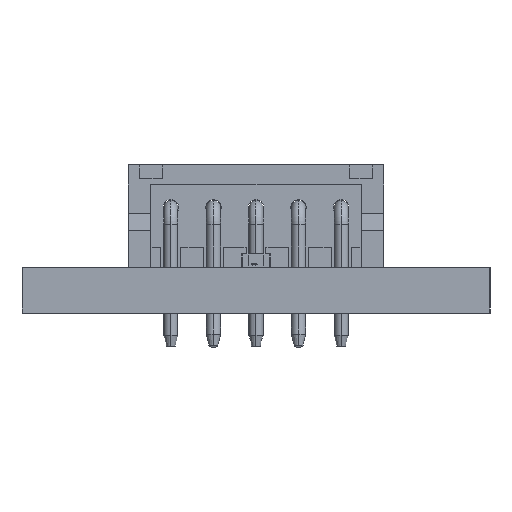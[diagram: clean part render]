
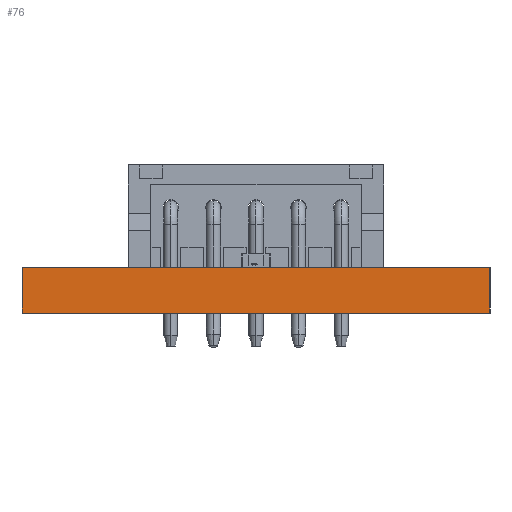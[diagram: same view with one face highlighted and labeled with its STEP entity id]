
A CAD part, left-side view. The second image highlights one B-rep face of the part: STEP entity #76.
In plain terms, the highlighted planar face has unit normal (-1, 0, 0).
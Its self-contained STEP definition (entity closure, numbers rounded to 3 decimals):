
#40 = EDGE_CURVE('',#41,#43,#45,.T.);
#41 = VERTEX_POINT('',#42);
#42 = CARTESIAN_POINT('',(9.068,123.228,0.));
#43 = VERTEX_POINT('',#44);
#44 = CARTESIAN_POINT('',(9.068,123.228,1.6)
  );
#45 = LINE('',#46,#47);
#46 = CARTESIAN_POINT('',(9.068,123.228,0.));
#47 = VECTOR('',#48,1.);
#48 = DIRECTION('',(0.,0.,1.));
#76 = ADVANCED_FACE('',(#77),#102,.T.);
#77 = FACE_BOUND('',#78,.T.);
#78 = EDGE_LOOP('',(#79,#89,#95,#96));
#79 = ORIENTED_EDGE('',*,*,#80,.T.);
#80 = EDGE_CURVE('',#81,#83,#85,.T.);
#81 = VERTEX_POINT('',#82);
#82 = CARTESIAN_POINT('',(9.068,106.744,0.));
#83 = VERTEX_POINT('',#84);
#84 = CARTESIAN_POINT('',(9.068,106.744,1.6)
  );
#85 = LINE('',#86,#87);
#86 = CARTESIAN_POINT('',(9.068,106.744,0.));
#87 = VECTOR('',#88,1.);
#88 = DIRECTION('',(0.,0.,1.));
#89 = ORIENTED_EDGE('',*,*,#90,.T.);
#90 = EDGE_CURVE('',#83,#43,#91,.T.);
#91 = LINE('',#92,#93);
#92 = CARTESIAN_POINT('',(9.068,106.744,1.6)
  );
#93 = VECTOR('',#94,1.);
#94 = DIRECTION('',(0.,1.,0.));
#95 = ORIENTED_EDGE('',*,*,#40,.F.);
#96 = ORIENTED_EDGE('',*,*,#97,.F.);
#97 = EDGE_CURVE('',#81,#41,#98,.T.);
#98 = LINE('',#99,#100);
#99 = CARTESIAN_POINT('',(9.068,106.744,0.));
#100 = VECTOR('',#101,1.);
#101 = DIRECTION('',(0.,1.,0.));
#102 = PLANE('',#103);
#103 = AXIS2_PLACEMENT_3D('',#104,#105,#106);
#104 = CARTESIAN_POINT('',(9.068,106.744,0.));
#105 = DIRECTION('',(-1.,0.,0.));
#106 = DIRECTION('',(0.,1.,0.));
